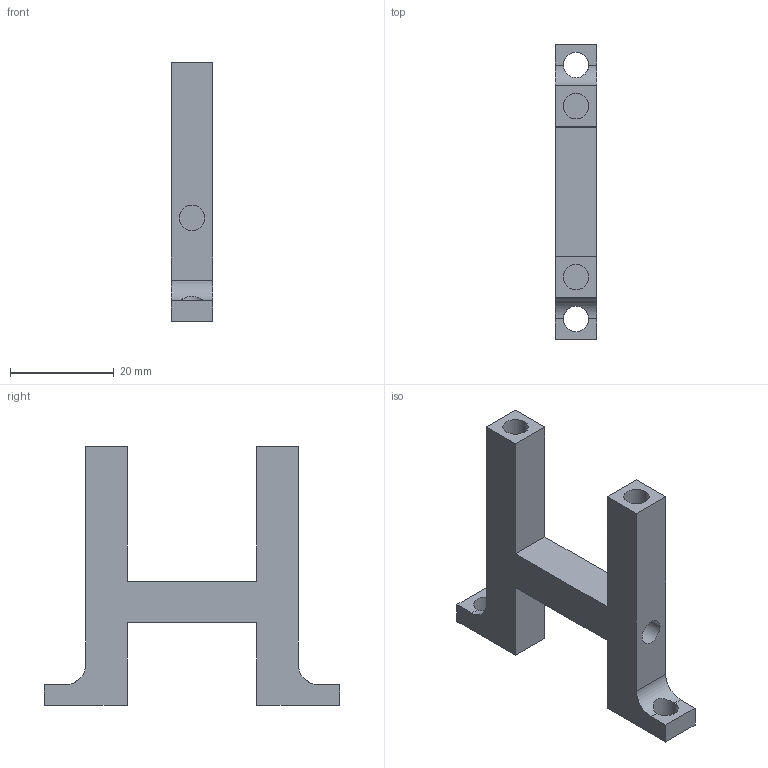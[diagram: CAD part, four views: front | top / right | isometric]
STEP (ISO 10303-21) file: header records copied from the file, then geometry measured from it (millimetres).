
FILE_DESCRIPTION(('CATIA V5 STEP Exchange'),'2;1');
FILE_NAME('H_interface.stp','2021-04-09T08:32:56+00:00',('none'),('none'),'CATIA Version 5 Release 21 GA (IN-10)','CATIA V5 STEP AP203','none');
FILE_SCHEMA(('CONFIG_CONTROL_DESIGN'));
Length unit declared in the file: millimetre
Products named in the file (1): H_interface_v2
Bounding box: 8 x 57 x 50 mm (x, y, z)
Volume: 7959.8 mm3; surface area: 4920.7 mm2
Topology: 1 solids, 1 shells, 36 faces, 92 edges, 60 vertices
Faces by surface type: plane 22, cylinder 14
Entity records: 1085 total; most frequent: CARTESIAN_POINT 216, ORIENTED_EDGE 184, DIRECTION 136, EDGE_CURVE 92, VECTOR 64, LINE 64, VERTEX_POINT 60, AXIS2_PLACEMENT_3D 50
